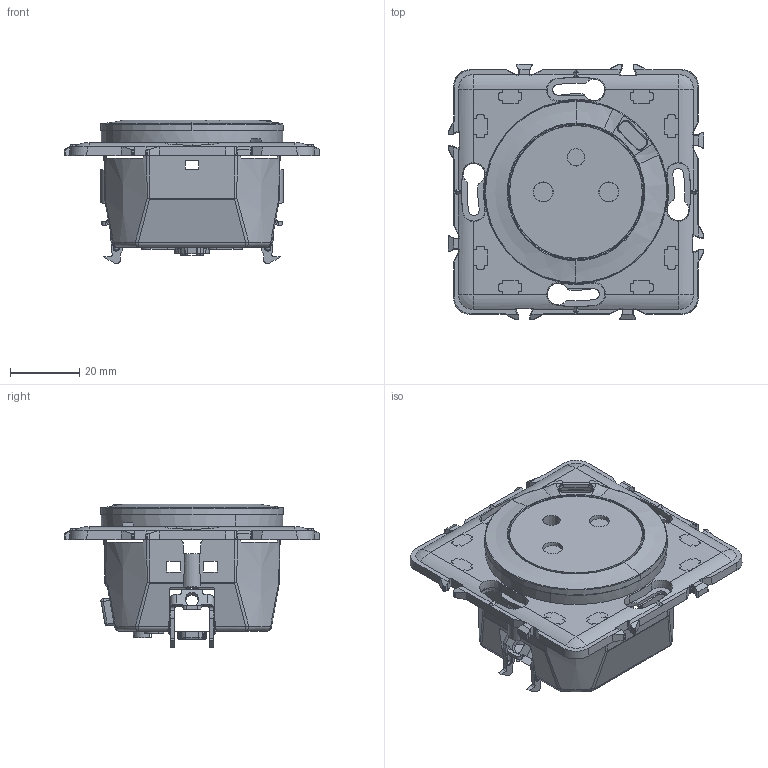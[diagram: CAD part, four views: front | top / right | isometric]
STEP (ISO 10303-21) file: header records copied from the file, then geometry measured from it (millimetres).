
FILE_DESCRIPTION(('CATIA V5 STEP Exchange','CAx-IF Rec.Pracs.--- Model Styling and Organization---1.5--- 2016-08-15','CAx-IF Rec.Pracs.---Supplemental Geometry---1.0---2011-11-01','CAx-IF Rec.Pracs.--- Composite Materials ---1.1---2010-07-15'),'2;1');
FILE_NAME('068127---ULTRA_LIGHT_AllCATPart.stp','2022-09-01T09:00:47+00:00',('none'),('none'),'CATIA Version 5-6 Release 2020 SP3','CATIA V5 STEP AP214 v2','none');
FILE_SCHEMA(('AUTOMOTIVE_DESIGN { 1 0 10303 214 1 1 1 1 }'));
Length unit declared in the file: millimetre
Products named in the file (1): 068127---ULTRA_LIGHT_AllCATPart
Bounding box: 74.1 x 74.1 x 41.52 mm (x, y, z)
Volume: 315 mm3; surface area: 20038.2 mm2
Topology: 2 solids, 13 shells, 781 faces, 2833 edges, 1994 vertices
Faces by surface type: plane 272, cylinder 235, bspline 93, cone 88, sphere 54, torus 35, revolution 4
Entity records: 36112 total; most frequent: CARTESIAN_POINT 14839, ORIENTED_EDGE 4554, DIRECTION 3223, EDGE_CURVE 2765, VERTEX_POINT 1994, AXIS2_PLACEMENT_3D 1319, VECTOR 1173, LINE 1173
